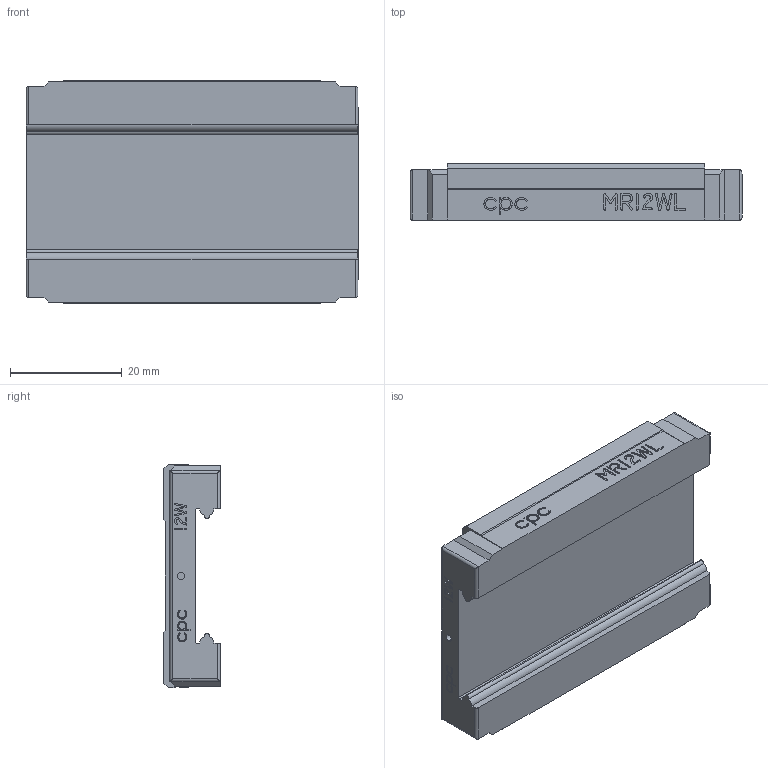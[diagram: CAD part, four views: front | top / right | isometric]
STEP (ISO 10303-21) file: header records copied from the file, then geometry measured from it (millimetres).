
FILE_DESCRIPTION (( 'STEP AP203' ), '1' );
FILE_NAME ('12WL-SS-ZZ-block.STEP', '2009-07-30T08:34:25', ( 'cpc' ), ( '' ), 'SwSTEP 2.0', 'SolidWorks 2007', '' );
FILE_SCHEMA (( 'CONFIG_CONTROL_DESIGN' ));
Length unit declared in the file: millimetre
Products named in the file (1): 12WL-SS-ZZ-block
Bounding box: 59.4 x 10.1 x 40 mm (x, y, z)
Volume: 16569.1 mm3; surface area: 7439.7 mm2
Topology: 1 solids, 1 shells, 549 faces, 1487 edges, 978 vertices
Faces by surface type: bspline 280, plane 213, cylinder 40, cone 16
Entity records: 28038 total; most frequent: CARTESIAN_POINT 16079, ORIENTED_EDGE 2958, DIRECTION 1523, EDGE_CURVE 1479, VERTEX_POINT 978, LINE 839, VECTOR 839, EDGE_LOOP 595
